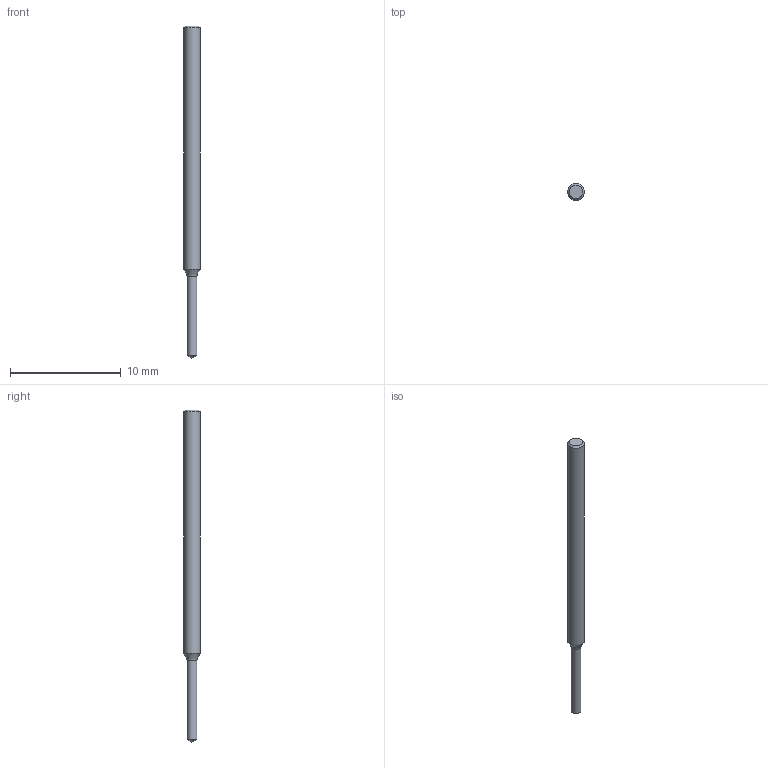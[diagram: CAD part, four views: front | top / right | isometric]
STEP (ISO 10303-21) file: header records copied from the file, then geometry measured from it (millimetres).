
FILE_DESCRIPTION (( 'STEP AP203' ), '1' );
FILE_NAME ('955390.step', '2021-11-10T12:11:19', ( '' ), ( '' ), 'SwSTEP 2.0', 'SolidWorks 2019', '' );
FILE_SCHEMA (( 'CONFIG_CONTROL_DESIGN' ));
Length unit declared in the file: millimetre
Products named in the file (1): 955390
Bounding box: 1.5 x 1.5 x 30 mm (x, y, z)
Volume: 44.1 mm3; surface area: 129.6 mm2
Topology: 2 solids, 2 shells, 9 faces, 16 edges, 10 vertices
Faces by surface type: cone 3, plane 3, cylinder 2, torus 1
Full cylindrical faces by diameter (mm): 0.9 x1, 1.5 x1
Entity records: 239 total; most frequent: DIRECTION 34, CARTESIAN_POINT 24, AXIS2_PLACEMENT_3D 17, EDGE_LOOP 14, ORIENTED_EDGE 14, FACE_OUTER_BOUND 12, ADVANCED_FACE 9, PERSON_AND_ORGANIZATION 8
